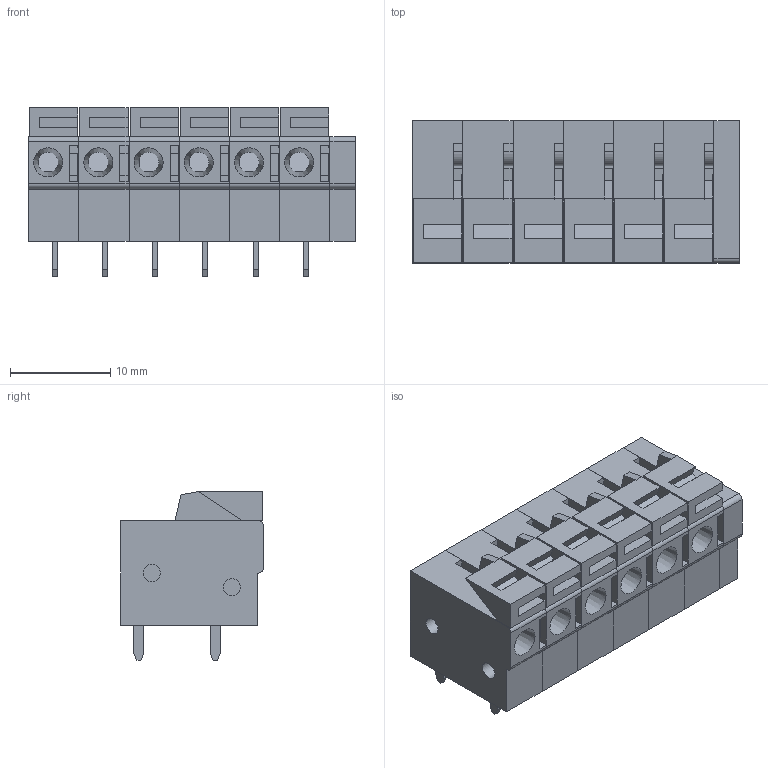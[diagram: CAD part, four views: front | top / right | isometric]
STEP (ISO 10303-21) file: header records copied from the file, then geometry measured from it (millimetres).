
FILE_DESCRIPTION( ( 'Unknown' ), '1' );
FILE_NAME( '691401710006B.stp', 'Unknown', ( 'Quentin LAIDEBEUR' ), ( 'WE' ), 'PSStep 15.0.49', 'Sample-box', ' ' );
FILE_SCHEMA( ( 'AUTOMOTIVE_DESIGN { 1 0 10303 214 1 1 1 1 }' ) );
Length unit declared in the file: millimetre
Products named in the file (7): 6914017100xx_MODULE; 6914017100xx; 6914017100xx_LAME; 6914017100xx_LEVIER; Assem1; 6914017100xx_CAPOT
Assembly tree (11 placements, depth 3):
  Assem1
    6914017100xx_CAPOT
    6914017100xx_MODULE  x6
      6914017100xx
      6914017100xx
      6914017100xx_LAME
      6914017100xx_LEVIER
Bounding box: 32.54 x 14.2 x 16.8 mm (x, y, z)
Volume: 3061.1 mm3; surface area: 9457.1 mm2
Topology: 25 solids, 25 shells, 1041 faces, 2766 edges, 1808 vertices
Faces by surface type: plane 861, cylinder 174, cone 6
Full cylindrical faces by diameter (mm): 1.7 x32, 2.45 x6
Entity records: 7658 total; most frequent: CARTESIAN_POINT 1052, ORIENTED_EDGE 1012, DIRECTION 994, EDGE_CURVE 506, LINE 436, VECTOR 436, VERTEX_POINT 337, AXIS2_PLACEMENT_3D 279
